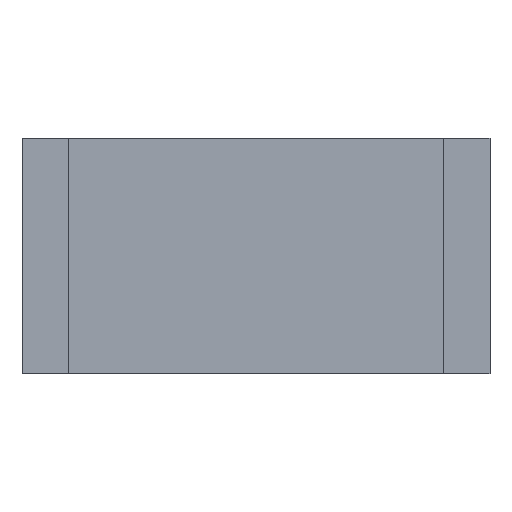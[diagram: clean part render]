
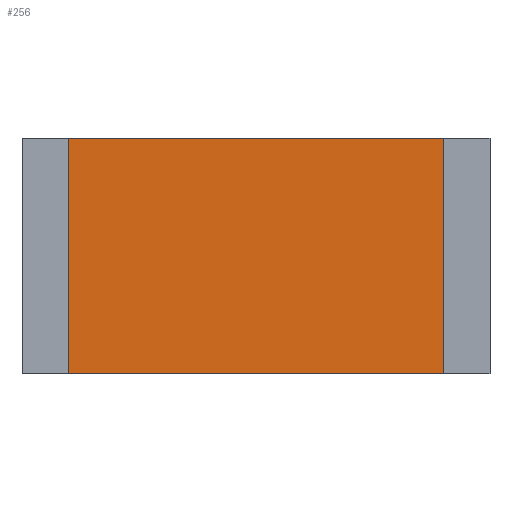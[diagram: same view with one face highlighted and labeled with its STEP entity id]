
A CAD part, front view. The second image highlights one B-rep face of the part: STEP entity #256.
In plain terms, the highlighted planar face has unit normal (0, -1, 0).
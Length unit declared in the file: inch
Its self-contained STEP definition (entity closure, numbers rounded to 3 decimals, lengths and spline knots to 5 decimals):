
#9 = EDGE_CURVE ( 'NONE', #38, #597, #897, .T. ) ;
#28 = CARTESIAN_POINT ( 'NONE',  ( 0., 0., 0.126 ) ) ;
#38 = VERTEX_POINT ( 'NONE', #148 ) ;
#47 = ORIENTED_EDGE ( 'NONE', *, *, #9, .T. ) ;
#52 = DIRECTION ( 'NONE',  ( 1., 0., 0. ) ) ;
#74 = LINE ( 'NONE', #601, #568 ) ;
#85 = EDGE_CURVE ( 'NONE', #597, #331, #313, .T. ) ;
#96 = DIRECTION ( 'NONE',  ( 0., 0., 1. ) ) ;
#110 = EDGE_LOOP ( 'NONE', ( #47, #786, #349, #463 ) ) ;
#148 = CARTESIAN_POINT ( 'NONE',  ( 0., 0., 0. ) ) ;
#168 = CARTESIAN_POINT ( 'NONE',  ( 0.2476, 0., -0.05487 ) ) ;
#210 = CARTESIAN_POINT ( 'NONE',  ( 0.2476, 0., 0.126 ) ) ;
#218 = CARTESIAN_POINT ( 'NONE',  ( 0.2476, 0., 0. ) ) ;
#256 = ADVANCED_FACE ( 'NONE', ( #359 ), #890, .F. ) ;
#264 = EDGE_CURVE ( 'NONE', #860, #38, #512, .T. ) ;
#283 = CARTESIAN_POINT ( 'NONE',  ( 0., 0., 0.1 ) ) ;
#305 = EDGE_CURVE ( 'NONE', #860, #331, #74, .T. ) ;
#306 = CARTESIAN_POINT ( 'NONE',  ( 0., 0., 0.1 ) ) ;
#313 = LINE ( 'NONE', #168, #832 ) ;
#331 = VERTEX_POINT ( 'NONE', #210 ) ;
#349 = ORIENTED_EDGE ( 'NONE', *, *, #305, .F. ) ;
#359 = FACE_OUTER_BOUND ( 'NONE', #110, .T. ) ;
#442 = DIRECTION ( 'NONE',  ( 0., 0., -1. ) ) ;
#463 = ORIENTED_EDGE ( 'NONE', *, *, #264, .T. ) ;
#489 = AXIS2_PLACEMENT_3D ( 'NONE', #306, #722, #877 ) ;
#512 = LINE ( 'NONE', #283, #909 ) ;
#568 = VECTOR ( 'NONE', #52, 39.37008 ) ;
#597 = VERTEX_POINT ( 'NONE', #218 ) ;
#601 = CARTESIAN_POINT ( 'NONE',  ( -0.03445, 0., 0.126 ) ) ;
#604 = DIRECTION ( 'NONE',  ( 1., 0., 0. ) ) ;
#722 = DIRECTION ( 'NONE',  ( 0., 1., 0. ) ) ;
#786 = ORIENTED_EDGE ( 'NONE', *, *, #85, .T. ) ;
#806 = VECTOR ( 'NONE', #604, 39.37008 ) ;
#832 = VECTOR ( 'NONE', #96, 39.37008 ) ;
#860 = VERTEX_POINT ( 'NONE', #28 ) ;
#877 = DIRECTION ( 'NONE',  ( 0., 0., 1. ) ) ;
#890 = PLANE ( 'NONE',  #489 ) ;
#897 = LINE ( 'NONE', #899, #806 ) ;
#899 = CARTESIAN_POINT ( 'NONE',  ( 0., 0., 0. ) ) ;
#909 = VECTOR ( 'NONE', #442, 39.37008 ) ;
